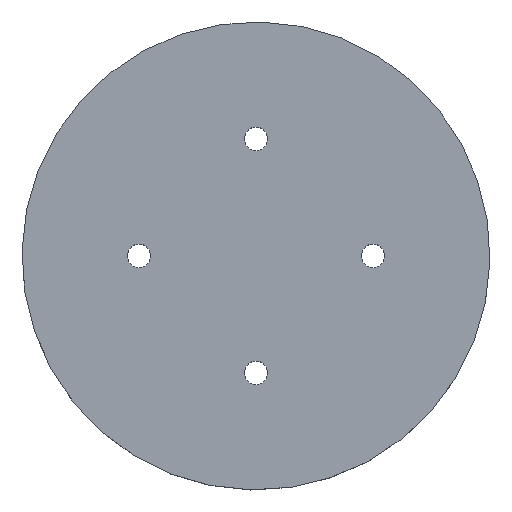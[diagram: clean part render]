
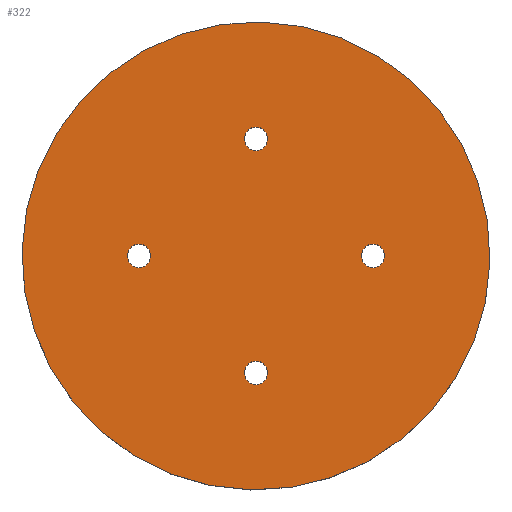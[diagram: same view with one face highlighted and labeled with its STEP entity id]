
A CAD part, top view. The second image highlights one B-rep face of the part: STEP entity #322.
In plain terms, the highlighted planar face has unit normal (0, 0, 1).
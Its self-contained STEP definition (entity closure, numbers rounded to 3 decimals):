
#42=CARTESIAN_POINT('Vertex',(22.291,12.177,8.255)) ;
#45=CARTESIAN_POINT('Axis2P3D Location',(0.,0.,8.255)) ;
#49=CARTESIAN_POINT('Vertex',(-22.291,-12.177,8.255)) ;
#71=CARTESIAN_POINT('Axis2P3D Location',(0.,0.,8.255)) ;
#241=CARTESIAN_POINT('Axis2P3D Location',(0.,0.,8.255)) ;
#250=CARTESIAN_POINT('Axis2P3D Location',(0.,12.7,8.255)) ;
#254=CARTESIAN_POINT('Vertex',(1.27,12.7,8.255)) ;
#256=CARTESIAN_POINT('Vertex',(-1.27,12.7,8.255)) ;
#259=CARTESIAN_POINT('Axis2P3D Location',(0.,12.7,8.255)) ;
#268=CARTESIAN_POINT('Axis2P3D Location',(-12.7,0.,8.255)) ;
#272=CARTESIAN_POINT('Vertex',(-12.7,1.27,8.255)) ;
#274=CARTESIAN_POINT('Vertex',(-12.7,-1.27,8.255)) ;
#277=CARTESIAN_POINT('Axis2P3D Location',(-12.7,0.,8.255)) ;
#286=CARTESIAN_POINT('Axis2P3D Location',(0.,-12.7,8.255)) ;
#290=CARTESIAN_POINT('Vertex',(-1.27,-12.7,8.255)) ;
#292=CARTESIAN_POINT('Vertex',(1.27,-12.7,8.255)) ;
#295=CARTESIAN_POINT('Axis2P3D Location',(0.,-12.7,8.255)) ;
#304=CARTESIAN_POINT('Axis2P3D Location',(12.7,0.,8.255)) ;
#308=CARTESIAN_POINT('Vertex',(12.7,-1.27,8.255)) ;
#310=CARTESIAN_POINT('Vertex',(12.7,1.27,8.255)) ;
#313=CARTESIAN_POINT('Axis2P3D Location',(12.7,0.,8.255)) ;
#46=DIRECTION('Axis2P3D Direction',(0.,0.,1.)) ;
#72=DIRECTION('Axis2P3D Direction',(0.,0.,1.)) ;
#242=DIRECTION('Axis2P3D Direction',(0.,0.,1.)) ;
#243=DIRECTION('Axis2P3D XDirection',(1.,0.,0.)) ;
#251=DIRECTION('Axis2P3D Direction',(0.,0.,1.)) ;
#260=DIRECTION('Axis2P3D Direction',(0.,0.,1.)) ;
#269=DIRECTION('Axis2P3D Direction',(0.,0.,1.)) ;
#278=DIRECTION('Axis2P3D Direction',(0.,0.,1.)) ;
#287=DIRECTION('Axis2P3D Direction',(0.,0.,1.)) ;
#296=DIRECTION('Axis2P3D Direction',(0.,0.,1.)) ;
#305=DIRECTION('Axis2P3D Direction',(0.,0.,1.)) ;
#314=DIRECTION('Axis2P3D Direction',(0.,0.,1.)) ;
#47=AXIS2_PLACEMENT_3D('Circle Axis2P3D',#45,#46,$) ;
#73=AXIS2_PLACEMENT_3D('Circle Axis2P3D',#71,#72,$) ;
#244=AXIS2_PLACEMENT_3D('Plane Axis2P3D',#241,#242,#243) ;
#252=AXIS2_PLACEMENT_3D('Circle Axis2P3D',#250,#251,$) ;
#261=AXIS2_PLACEMENT_3D('Circle Axis2P3D',#259,#260,$) ;
#270=AXIS2_PLACEMENT_3D('Circle Axis2P3D',#268,#269,$) ;
#279=AXIS2_PLACEMENT_3D('Circle Axis2P3D',#277,#278,$) ;
#288=AXIS2_PLACEMENT_3D('Circle Axis2P3D',#286,#287,$) ;
#297=AXIS2_PLACEMENT_3D('Circle Axis2P3D',#295,#296,$) ;
#306=AXIS2_PLACEMENT_3D('Circle Axis2P3D',#304,#305,$) ;
#315=AXIS2_PLACEMENT_3D('Circle Axis2P3D',#313,#314,$) ;
#48=CIRCLE('generated circle',#47,25.4) ;
#74=CIRCLE('generated circle',#73,25.4) ;
#253=CIRCLE('generated circle',#252,1.27) ;
#262=CIRCLE('generated circle',#261,1.27) ;
#271=CIRCLE('generated circle',#270,1.27) ;
#280=CIRCLE('generated circle',#279,1.27) ;
#289=CIRCLE('generated circle',#288,1.27) ;
#298=CIRCLE('generated circle',#297,1.27) ;
#307=CIRCLE('generated circle',#306,1.27) ;
#316=CIRCLE('generated circle',#315,1.27) ;
#245=PLANE('',#244) ;
#267=FACE_BOUND('',#264,.T.) ;
#285=FACE_BOUND('',#282,.T.) ;
#303=FACE_BOUND('',#300,.T.) ;
#321=FACE_BOUND('',#318,.T.) ;
#51=EDGE_CURVE('',#50,#43,#48,.T.) ;
#75=EDGE_CURVE('',#43,#50,#74,.T.) ;
#258=EDGE_CURVE('',#255,#257,#253,.T.) ;
#263=EDGE_CURVE('',#257,#255,#262,.T.) ;
#276=EDGE_CURVE('',#273,#275,#271,.T.) ;
#281=EDGE_CURVE('',#275,#273,#280,.T.) ;
#294=EDGE_CURVE('',#291,#293,#289,.T.) ;
#299=EDGE_CURVE('',#293,#291,#298,.T.) ;
#312=EDGE_CURVE('',#309,#311,#307,.T.) ;
#317=EDGE_CURVE('',#311,#309,#316,.T.) ;
#247=ORIENTED_EDGE('',*,*,#75,.T.) ;
#248=ORIENTED_EDGE('',*,*,#51,.T.) ;
#265=ORIENTED_EDGE('',*,*,#258,.F.) ;
#266=ORIENTED_EDGE('',*,*,#263,.F.) ;
#283=ORIENTED_EDGE('',*,*,#276,.F.) ;
#284=ORIENTED_EDGE('',*,*,#281,.F.) ;
#301=ORIENTED_EDGE('',*,*,#294,.F.) ;
#302=ORIENTED_EDGE('',*,*,#299,.F.) ;
#319=ORIENTED_EDGE('',*,*,#312,.F.) ;
#320=ORIENTED_EDGE('',*,*,#317,.F.) ;
#246=EDGE_LOOP('',(#247,#248)) ;
#264=EDGE_LOOP('',(#265,#266)) ;
#282=EDGE_LOOP('',(#283,#284)) ;
#300=EDGE_LOOP('',(#301,#302)) ;
#318=EDGE_LOOP('',(#319,#320)) ;
#43=VERTEX_POINT('',#42) ;
#50=VERTEX_POINT('',#49) ;
#255=VERTEX_POINT('',#254) ;
#257=VERTEX_POINT('',#256) ;
#273=VERTEX_POINT('',#272) ;
#275=VERTEX_POINT('',#274) ;
#291=VERTEX_POINT('',#290) ;
#293=VERTEX_POINT('',#292) ;
#309=VERTEX_POINT('',#308) ;
#311=VERTEX_POINT('',#310) ;
#322=ADVANCED_FACE('PartBody',(#249,#267,#285,#303,#321),#245,.T.) ;
#249=FACE_OUTER_BOUND('',#246,.T.) ;
